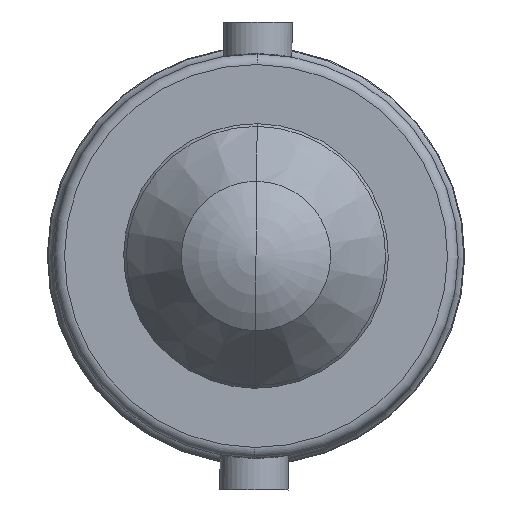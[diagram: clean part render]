
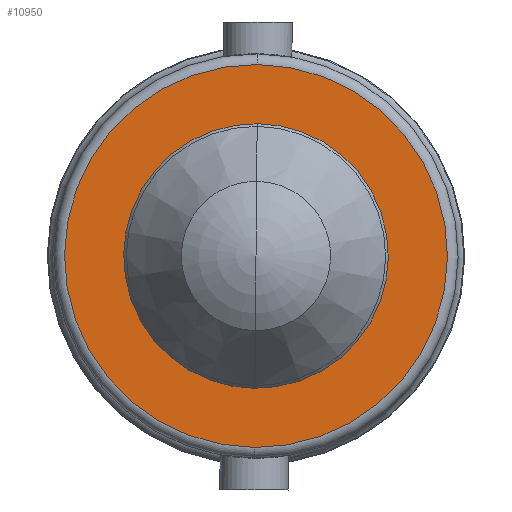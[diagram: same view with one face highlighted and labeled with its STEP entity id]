
A CAD part, front view. The second image highlights one B-rep face of the part: STEP entity #10950.
In plain terms, the highlighted planar face has unit normal (0, -1, 0).
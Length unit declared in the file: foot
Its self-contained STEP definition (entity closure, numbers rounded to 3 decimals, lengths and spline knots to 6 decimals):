
#187 = FACE_OUTER_BOUND ( 'NONE', #8112, .T. ) ;
#632 = CARTESIAN_POINT ( 'NONE',  ( 0., -0.01706, 0.014717 ) ) ;
#1020 = CARTESIAN_POINT ( 'NONE',  ( 0., -0.01706, -0.014717 ) ) ;
#1366 = CARTESIAN_POINT ( 'NONE',  ( 0., -0.01706, 0. ) ) ;
#1551 = CARTESIAN_POINT ( 'NONE',  ( 0., -0.01706, 0. ) ) ;
#1815 = ORIENTED_EDGE ( 'NONE', *, *, #3029, .T. ) ;
#1838 = CARTESIAN_POINT ( 'NONE',  ( 0., -0.01706, 0. ) ) ;
#1871 = AXIS2_PLACEMENT_3D ( 'NONE', #1366, #7602, #2278 ) ;
#2123 = PLANE ( 'NONE',  #2223 ) ;
#2156 = DIRECTION ( 'NONE',  ( 0., -1., 0. ) ) ;
#2223 = AXIS2_PLACEMENT_3D ( 'NONE', #7472, #2156, #8345 ) ;
#2278 = DIRECTION ( 'NONE',  ( 0., 0., 1. ) ) ;
#2443 = DIRECTION ( 'NONE',  ( 0., 0., 1. ) ) ;
#2576 = CARTESIAN_POINT ( 'NONE',  ( 0., -0.01706, 0.009962 ) ) ;
#2721 = CARTESIAN_POINT ( 'NONE',  ( 0., -0.01706, 0. ) ) ;
#2727 = DIRECTION ( 'NONE',  ( 0., 0., 1. ) ) ;
#2943 = VERTEX_POINT ( 'NONE', #632 ) ;
#3029 = EDGE_CURVE ( 'NONE', #6716, #4563, #5984, .T. ) ;
#3603 = DIRECTION ( 'NONE',  ( 0., 0., 1. ) ) ;
#4531 = CIRCLE ( 'NONE', #8648, 0.009962 ) ;
#4563 = VERTEX_POINT ( 'NONE', #7151 ) ;
#4770 = EDGE_CURVE ( 'NONE', #2943, #5431, #5363, .T. ) ;
#4862 = EDGE_CURVE ( 'NONE', #4563, #6716, #4531, .T. ) ;
#5043 = ORIENTED_EDGE ( 'NONE', *, *, #4770, .F. ) ;
#5069 = EDGE_CURVE ( 'NONE', #5431, #2943, #8263, .T. ) ;
#5083 = AXIS2_PLACEMENT_3D ( 'NONE', #1551, #7777, #2443 ) ;
#5363 = CIRCLE ( 'NONE', #5083, 0.014717 ) ;
#5431 = VERTEX_POINT ( 'NONE', #1020 ) ;
#5984 = CIRCLE ( 'NONE', #7673, 0.009962 ) ;
#6716 = VERTEX_POINT ( 'NONE', #2576 ) ;
#7146 = ORIENTED_EDGE ( 'NONE', *, *, #4862, .T. ) ;
#7151 = CARTESIAN_POINT ( 'NONE',  ( 0., -0.01706, -0.009962 ) ) ;
#7472 = CARTESIAN_POINT ( 'NONE',  ( 0., -0.01706, 0. ) ) ;
#7602 = DIRECTION ( 'NONE',  ( 0., 1., 0. ) ) ;
#7673 = AXIS2_PLACEMENT_3D ( 'NONE', #1838, #8056, #2727 ) ;
#7777 = DIRECTION ( 'NONE',  ( 0., 1., 0. ) ) ;
#8056 = DIRECTION ( 'NONE',  ( 0., 1., 0. ) ) ;
#8112 = EDGE_LOOP ( 'NONE', ( #5043, #11101 ) ) ;
#8263 = CIRCLE ( 'NONE', #1871, 0.014717 ) ;
#8345 = DIRECTION ( 'NONE',  ( 0., 0., -1. ) ) ;
#8648 = AXIS2_PLACEMENT_3D ( 'NONE', #2721, #8912, #3603 ) ;
#8912 = DIRECTION ( 'NONE',  ( 0., 1., 0. ) ) ;
#9335 = FACE_BOUND ( 'NONE', #10307, .T. ) ;
#10307 = EDGE_LOOP ( 'NONE', ( #1815, #7146 ) ) ;
#10950 = ADVANCED_FACE ( 'NONE', ( #9335, #187 ), #2123, .T. ) ;
#11101 = ORIENTED_EDGE ( 'NONE', *, *, #5069, .F. ) ;
